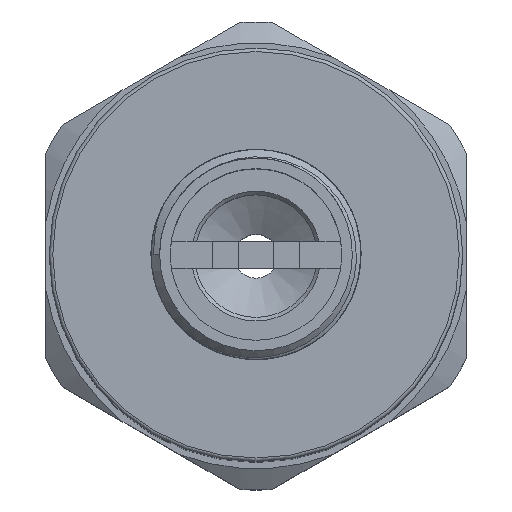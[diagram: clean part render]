
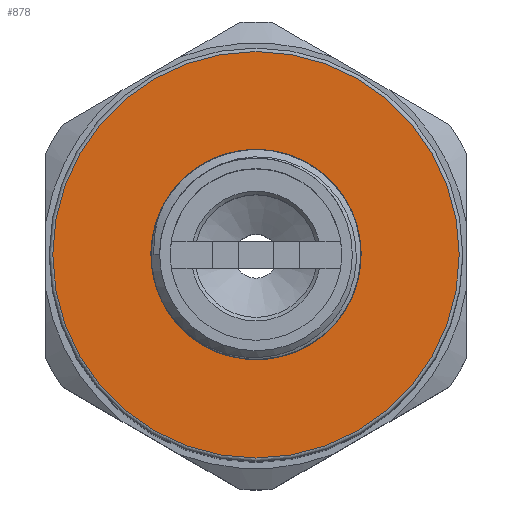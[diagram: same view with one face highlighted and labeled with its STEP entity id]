
A CAD part, top view. The second image highlights one B-rep face of the part: STEP entity #878.
In plain terms, the highlighted planar face has unit normal (0, 0, 1).
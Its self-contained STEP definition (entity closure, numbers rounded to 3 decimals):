
#469=PLANE('',#2155);
#878=ADVANCED_FACE('',(#980,#981),#469,.T.);
#980=FACE_BOUND('',#1119,.T.);
#981=FACE_BOUND('',#1120,.T.);
#1119=EDGE_LOOP('',(#1527));
#1120=EDGE_LOOP('',(#1528));
#1527=ORIENTED_EDGE('',*,*,#1936,.T.);
#1528=ORIENTED_EDGE('',*,*,#1937,.T.);
#1726=VERTEX_POINT('',#8008);
#1727=VERTEX_POINT('',#8010);
#1936=EDGE_CURVE('',#1726,#1726,#2012,.T.);
#1937=EDGE_CURVE('',#1727,#1727,#2013,.T.);
#2012=CIRCLE('',#2153,11.6);
#2013=CIRCLE('',#2154,5.5);
#2153=AXIS2_PLACEMENT_3D('',#8007,#2533,#2534);
#2154=AXIS2_PLACEMENT_3D('',#8009,#2535,#2536);
#2155=AXIS2_PLACEMENT_3D('',#8011,#2537,#2538);
#2533=DIRECTION('',(0.,0.,1.));
#2534=DIRECTION('',(1.,0.,0.));
#2535=DIRECTION('',(0.,0.,-1.));
#2536=DIRECTION('',(1.,0.,0.));
#2537=DIRECTION('',(0.,0.,1.));
#2538=DIRECTION('',(1.,0.,0.));
#8007=CARTESIAN_POINT('',(0.,0.,45.));
#8008=CARTESIAN_POINT('',(11.6,0.,45.));
#8009=CARTESIAN_POINT('',(0.,0.,45.));
#8010=CARTESIAN_POINT('',(5.5,0.,45.));
#8011=CARTESIAN_POINT('',(0.,0.,45.));
